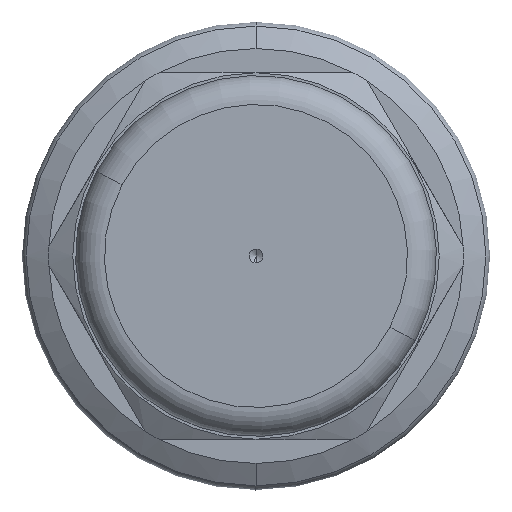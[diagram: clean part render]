
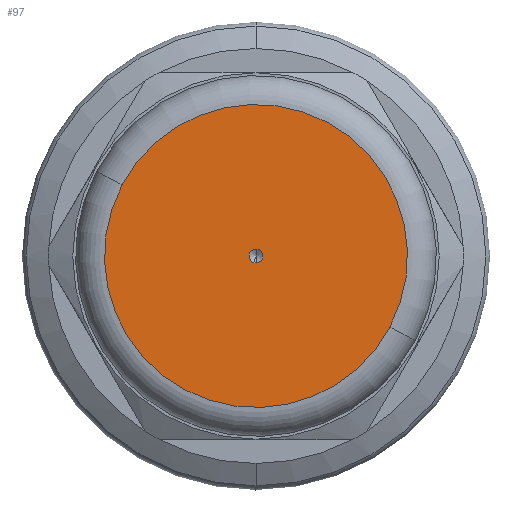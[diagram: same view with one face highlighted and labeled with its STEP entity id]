
A CAD part, left-side view. The second image highlights one B-rep face of the part: STEP entity #97.
In plain terms, the highlighted planar face has unit normal (-1, 0, 0).
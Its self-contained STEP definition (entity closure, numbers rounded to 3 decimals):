
#97 = ADVANCED_FACE ( 'NONE', ( #807, #8229 ), #3279, .T. ) ;
#179 = EDGE_LOOP ( 'NONE', ( #1780, #3505 ) ) ;
#237 = DIRECTION ( 'NONE',  ( 1., 0., 0. ) ) ;
#654 = VERTEX_POINT ( 'NONE', #4419 ) ;
#675 = AXIS2_PLACEMENT_3D ( 'NONE', #8283, #9838, #6625 ) ;
#710 = ORIENTED_EDGE ( 'NONE', *, *, #4239, .F. ) ;
#807 = FACE_BOUND ( 'NONE', #179, .T. ) ;
#869 = DIRECTION ( 'NONE',  ( 0., -0.883, -0.469 ) ) ;
#937 = CARTESIAN_POINT ( 'NONE',  ( -22.1, 0., 0. ) ) ;
#950 = CARTESIAN_POINT ( 'NONE',  ( -22.1, 0., 0. ) ) ;
#1088 = DIRECTION ( 'NONE',  ( 0., -0.883, -0.469 ) ) ;
#1256 = EDGE_CURVE ( 'NONE', #5430, #9227, #1668, .T. ) ;
#1343 = CARTESIAN_POINT ( 'NONE',  ( -22.1, -11.546, -6.135 ) ) ;
#1668 = CIRCLE ( 'NONE', #7129, 0.6 ) ;
#1780 = ORIENTED_EDGE ( 'NONE', *, *, #9275, .T. ) ;
#2293 = AXIS2_PLACEMENT_3D ( 'NONE', #8275, #2674, #869 ) ;
#2342 = CIRCLE ( 'NONE', #675, 13.075 ) ;
#2563 = CIRCLE ( 'NONE', #5239, 0.6 ) ;
#2674 = DIRECTION ( 'NONE',  ( 1., 0., 0. ) ) ;
#3214 = CARTESIAN_POINT ( 'NONE',  ( -22.1, -0.53, -0.282 ) ) ;
#3216 = EDGE_LOOP ( 'NONE', ( #710, #8876 ) ) ;
#3279 = PLANE ( 'NONE',  #9522 ) ;
#3505 = ORIENTED_EDGE ( 'NONE', *, *, #1256, .T. ) ;
#4239 = EDGE_CURVE ( 'NONE', #6020, #654, #10517, .T. ) ;
#4409 = DIRECTION ( 'NONE',  ( 1., 0., 0. ) ) ;
#4419 = CARTESIAN_POINT ( 'NONE',  ( -22.1, 11.546, 6.135 ) ) ;
#4979 = DIRECTION ( 'NONE',  ( 0., 0.883, 0.469 ) ) ;
#5239 = AXIS2_PLACEMENT_3D ( 'NONE', #937, #4409, #9367 ) ;
#5430 = VERTEX_POINT ( 'NONE', #9530 ) ;
#6020 = VERTEX_POINT ( 'NONE', #1343 ) ;
#6053 = CARTESIAN_POINT ( 'NONE',  ( -22.1, -0.53, -0.282 ) ) ;
#6625 = DIRECTION ( 'NONE',  ( 0., -0.883, -0.469 ) ) ;
#7129 = AXIS2_PLACEMENT_3D ( 'NONE', #950, #237, #1088 ) ;
#7223 = EDGE_CURVE ( 'NONE', #654, #6020, #2342, .T. ) ;
#8229 = FACE_OUTER_BOUND ( 'NONE', #3216, .T. ) ;
#8275 = CARTESIAN_POINT ( 'NONE',  ( -22.1, 0., 0. ) ) ;
#8283 = CARTESIAN_POINT ( 'NONE',  ( -22.1, 0., 0. ) ) ;
#8876 = ORIENTED_EDGE ( 'NONE', *, *, #7223, .F. ) ;
#9227 = VERTEX_POINT ( 'NONE', #6053 ) ;
#9275 = EDGE_CURVE ( 'NONE', #9227, #5430, #2563, .T. ) ;
#9367 = DIRECTION ( 'NONE',  ( 0., -0.883, -0.469 ) ) ;
#9522 = AXIS2_PLACEMENT_3D ( 'NONE', #3214, #9810, #4979 ) ;
#9530 = CARTESIAN_POINT ( 'NONE',  ( -22.1, 0.53, 0.282 ) ) ;
#9810 = DIRECTION ( 'NONE',  ( -1., 0., 0. ) ) ;
#9838 = DIRECTION ( 'NONE',  ( 1., 0., 0. ) ) ;
#10517 = CIRCLE ( 'NONE', #2293, 13.075 ) ;
